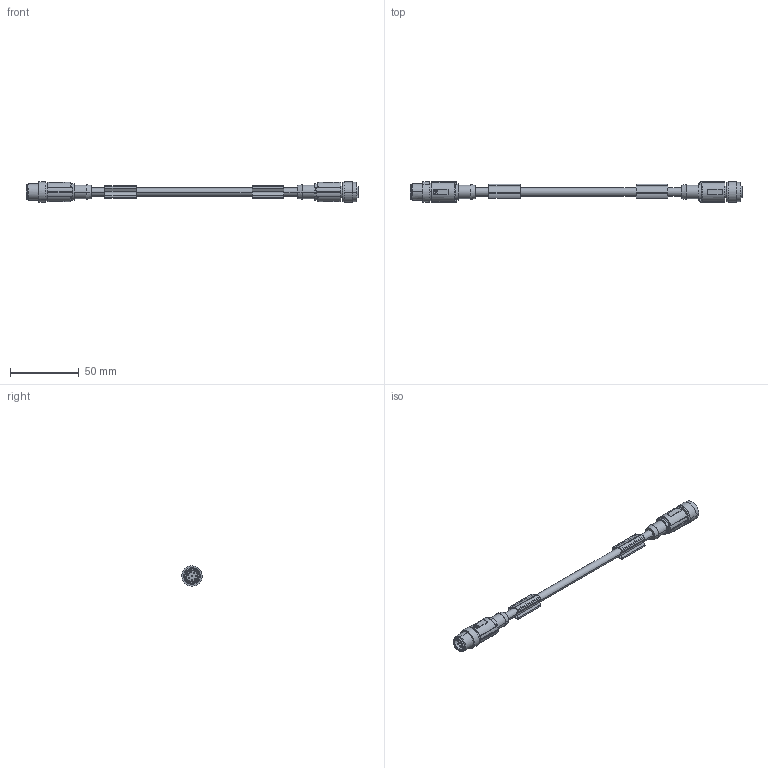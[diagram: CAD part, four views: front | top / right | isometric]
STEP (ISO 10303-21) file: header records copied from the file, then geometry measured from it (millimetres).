
FILE_DESCRIPTION(('HOOPS Exchange Step'),'2;1');
FILE_NAME('export-6FC36C7A-6D71-4F94-9D69-E0336FB8FE8F.stp','2022-12-02T11:34:59+01:00',('Engineering'),('Alibre'),'HOOPS Exchange 2021.0','Alibre','Unknown authorisation');
FILE_SCHEMA( ('AP242_MANAGED_MODEL_BASED_3D_ENGINEERING_MIM_LF {1 0 10303 442 1 1 4 }') );
Length unit declared in the file: millimetre
Products named in the file (2): 6182-1 M12 8 Pole Cable L=20000mm MALE-FEMALE Straight Shielded; 6182 M12 8 Pole Cable L=20000mm MALE-FEMALE Straight Shielded
Assembly tree (1 placements, depth 2):
  6182 M12 8 Pole Cable L=20000mm MALE-FEMALE Straight Shielded
    6182-1 M12 8 Pole Cable L=20000mm MALE-FEMALE Straight Shielded
Bounding box: 241.3 x 15 x 14.77 mm (x, y, z)
Volume: 15995.6 mm3; surface area: 11358.5 mm2
Topology: 1 solids, 1 shells, 460 faces, 1211 edges, 805 vertices
Faces by surface type: cylinder 195, plane 164, bspline 54, cone 31, torus 16
Entity records: 18914 total; most frequent: CARTESIAN_POINT 7176, ORIENTED_EDGE 2422, DIRECTION 2285, EDGE_CURVE 1211, AXIS2_PLACEMENT_3D 869, VERTEX_POINT 805, VECTOR 547, LINE 547
